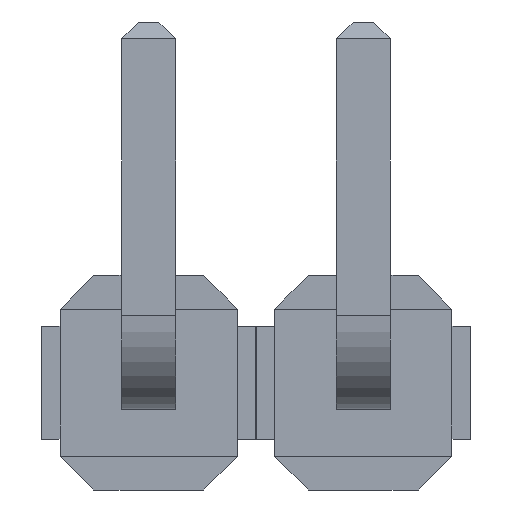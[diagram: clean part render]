
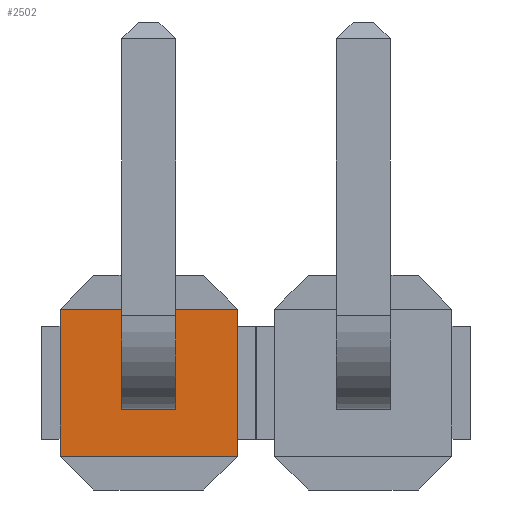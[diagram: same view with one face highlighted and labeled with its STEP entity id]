
A CAD part, front view. The second image highlights one B-rep face of the part: STEP entity #2502.
In plain terms, the highlighted planar face has unit normal (0, -1, 0).
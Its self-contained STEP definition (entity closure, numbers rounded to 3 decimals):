
#10 = ORIENTED_EDGE ( 'NONE', *, *, #3713, .T. ) ;
#124 = LINE ( 'NONE', #4160, #4055 ) ;
#151 = EDGE_LOOP ( 'NONE', ( #709, #2112, #10, #3420 ) ) ;
#272 = DIRECTION ( 'NONE',  ( 0., 0., 1. ) ) ;
#325 = EDGE_LOOP ( 'NONE', ( #3049, #2713, #3475, #2508 ) ) ;
#374 = EDGE_CURVE ( 'NONE', #3677, #2625, #3106, .T. ) ;
#517 = CARTESIAN_POINT ( 'NONE',  ( 1.05, 0.54, -0.87 ) ) ;
#556 = LINE ( 'NONE', #2967, #780 ) ;
#610 = CARTESIAN_POINT ( 'NONE',  ( -0.32, 0.54, -0.32 ) ) ;
#709 = ORIENTED_EDGE ( 'NONE', *, *, #790, .T. ) ;
#714 = CARTESIAN_POINT ( 'NONE',  ( -1.05, 0.54, 0.87 ) ) ;
#780 = VECTOR ( 'NONE', #4218, 1000. ) ;
#790 = EDGE_CURVE ( 'NONE', #2550, #4176, #124, .T. ) ;
#869 = EDGE_CURVE ( 'NONE', #4176, #1903, #2472, .T. ) ;
#1034 = CARTESIAN_POINT ( 'NONE',  ( 1.27, 0.54, 0.87 ) ) ;
#1054 = EDGE_CURVE ( 'NONE', #1833, #3677, #3715, .T. ) ;
#1211 = CARTESIAN_POINT ( 'NONE',  ( 1.05, 0.54, 0.87 ) ) ;
#1212 = DIRECTION ( 'NONE',  ( -1., 0., 0. ) ) ;
#1218 = CARTESIAN_POINT ( 'NONE',  ( 0.32, 0.54, 0.32 ) ) ;
#1281 = LINE ( 'NONE', #2702, #1738 ) ;
#1311 = CARTESIAN_POINT ( 'NONE',  ( 1.27, 0.54, 0.87 ) ) ;
#1340 = AXIS2_PLACEMENT_3D ( 'NONE', #1034, #2014, #2682 ) ;
#1345 = VECTOR ( 'NONE', #1982, 1000. ) ;
#1495 = EDGE_CURVE ( 'NONE', #3666, #2550, #2836, .T. ) ;
#1650 = CARTESIAN_POINT ( 'NONE',  ( 0.32, 0.54, 0.87 ) ) ;
#1661 = CARTESIAN_POINT ( 'NONE',  ( 0.32, 0.54, -0.32 ) ) ;
#1738 = VECTOR ( 'NONE', #2401, 1000. ) ;
#1833 = VERTEX_POINT ( 'NONE', #1211 ) ;
#1903 = VERTEX_POINT ( 'NONE', #3839 ) ;
#1965 = DIRECTION ( 'NONE',  ( -1., 0., 0. ) ) ;
#1982 = DIRECTION ( 'NONE',  ( 0., 0., -1. ) ) ;
#2014 = DIRECTION ( 'NONE',  ( 0., 1., 0. ) ) ;
#2041 = DIRECTION ( 'NONE',  ( 0., 0., -1. ) ) ;
#2112 = ORIENTED_EDGE ( 'NONE', *, *, #869, .T. ) ;
#2161 = CARTESIAN_POINT ( 'NONE',  ( 1.27, 0.54, -0.87 ) ) ;
#2174 = EDGE_CURVE ( 'NONE', #1833, #3459, #1281, .T. ) ;
#2233 = CARTESIAN_POINT ( 'NONE',  ( -1.05, 0.54, 0.87 ) ) ;
#2307 = EDGE_CURVE ( 'NONE', #3459, #2625, #3952, .T. ) ;
#2401 = DIRECTION ( 'NONE',  ( 0., 0., -1. ) ) ;
#2472 = LINE ( 'NONE', #2862, #3745 ) ;
#2502 = ADVANCED_FACE ( 'NONE', ( #3953, #3436 ), #2895, .F. ) ;
#2508 = ORIENTED_EDGE ( 'NONE', *, *, #2174, .F. ) ;
#2550 = VERTEX_POINT ( 'NONE', #1661 ) ;
#2625 = VERTEX_POINT ( 'NONE', #4035 ) ;
#2682 = DIRECTION ( 'NONE',  ( 0., 0., 1. ) ) ;
#2702 = CARTESIAN_POINT ( 'NONE',  ( 1.05, 0.54, -0.87 ) ) ;
#2713 = ORIENTED_EDGE ( 'NONE', *, *, #374, .T. ) ;
#2745 = VECTOR ( 'NONE', #2041, 1000. ) ;
#2836 = LINE ( 'NONE', #1650, #1345 ) ;
#2862 = CARTESIAN_POINT ( 'NONE',  ( -0.32, 0.54, 0.87 ) ) ;
#2882 = VECTOR ( 'NONE', #3457, 1000. ) ;
#2895 = PLANE ( 'NONE',  #1340 ) ;
#2967 = CARTESIAN_POINT ( 'NONE',  ( 1.27, 0.54, 0.32 ) ) ;
#3049 = ORIENTED_EDGE ( 'NONE', *, *, #1054, .T. ) ;
#3106 = LINE ( 'NONE', #714, #2745 ) ;
#3420 = ORIENTED_EDGE ( 'NONE', *, *, #1495, .T. ) ;
#3436 = FACE_OUTER_BOUND ( 'NONE', #325, .T. ) ;
#3457 = DIRECTION ( 'NONE',  ( -1., 0., 0. ) ) ;
#3459 = VERTEX_POINT ( 'NONE', #517 ) ;
#3475 = ORIENTED_EDGE ( 'NONE', *, *, #2307, .F. ) ;
#3666 = VERTEX_POINT ( 'NONE', #1218 ) ;
#3677 = VERTEX_POINT ( 'NONE', #2233 ) ;
#3713 = EDGE_CURVE ( 'NONE', #1903, #3666, #556, .T. ) ;
#3715 = LINE ( 'NONE', #1311, #4075 ) ;
#3745 = VECTOR ( 'NONE', #272, 1000. ) ;
#3839 = CARTESIAN_POINT ( 'NONE',  ( -0.32, 0.54, 0.32 ) ) ;
#3952 = LINE ( 'NONE', #2161, #2882 ) ;
#3953 = FACE_BOUND ( 'NONE', #151, .T. ) ;
#4035 = CARTESIAN_POINT ( 'NONE',  ( -1.05, 0.54, -0.87 ) ) ;
#4055 = VECTOR ( 'NONE', #1212, 1000. ) ;
#4075 = VECTOR ( 'NONE', #1965, 1000. ) ;
#4160 = CARTESIAN_POINT ( 'NONE',  ( 1.27, 0.54, -0.32 ) ) ;
#4176 = VERTEX_POINT ( 'NONE', #610 ) ;
#4218 = DIRECTION ( 'NONE',  ( 1., 0., 0. ) ) ;
